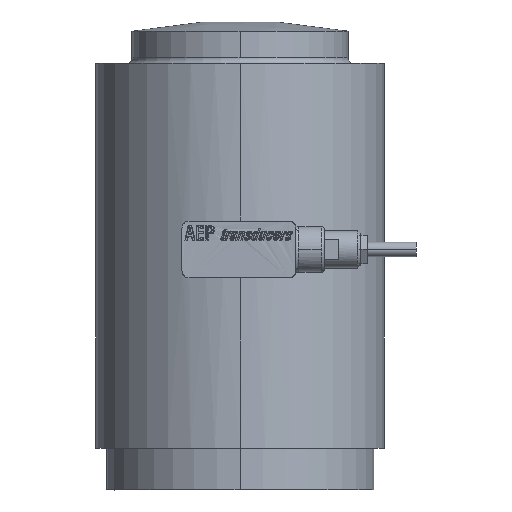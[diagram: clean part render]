
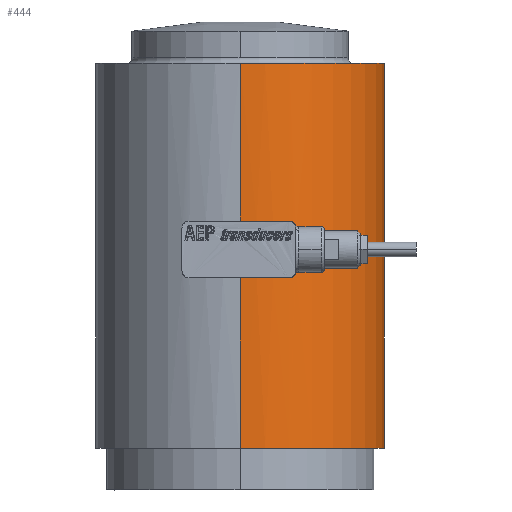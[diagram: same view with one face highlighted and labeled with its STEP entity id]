
A CAD part, front view. The second image highlights one B-rep face of the part: STEP entity #444.
In plain terms, the highlighted cylindrical face has radius 50.8 mm (diameter 101.6 mm), a partial arc.
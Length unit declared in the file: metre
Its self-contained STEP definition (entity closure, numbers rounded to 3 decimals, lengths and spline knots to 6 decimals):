
#444=ADVANCED_FACE('',(#1151),#1152,.T.);
#1151=FACE_OUTER_BOUND('',#2261,.T.);
#1152=CYLINDRICAL_SURFACE('',#2262,0.0508);
#2261=EDGE_LOOP('',(#3940,#3941,#3942,#3943,#3944,#3945,#3946,#3947,#3948,#3949,#3950,#3951));
#2262=AXIS2_PLACEMENT_3D('',#3952,#3953,#3954);
#3940=ORIENTED_EDGE('',*,*,#6887,.F.);
#3941=ORIENTED_EDGE('',*,*,#6888,.F.);
#3942=ORIENTED_EDGE('',*,*,#6889,.F.);
#3943=ORIENTED_EDGE('',*,*,#6890,.F.);
#3944=ORIENTED_EDGE('',*,*,#6609,.F.);
#3945=ORIENTED_EDGE('',*,*,#6891,.F.);
#3946=ORIENTED_EDGE('',*,*,#6892,.F.);
#3947=ORIENTED_EDGE('',*,*,#6893,.F.);
#3948=ORIENTED_EDGE('',*,*,#6894,.F.);
#3949=ORIENTED_EDGE('',*,*,#6895,.F.);
#3950=ORIENTED_EDGE('',*,*,#6896,.F.);
#3951=ORIENTED_EDGE('',*,*,#6897,.F.);
#3952=CARTESIAN_POINT('',(0.,0.,0.0665));
#3953=DIRECTION('',(0.,0.,1.0));
#3954=DIRECTION('',(0.,1.0,0.));
#6609=EDGE_CURVE('',#7939,#7942,#7943,.T.);
#6887=EDGE_CURVE('',#8439,#8440,#8441,.T.);
#6888=EDGE_CURVE('0:17856',#8442,#8439,#8443,.T.);
#6889=EDGE_CURVE('',#8444,#8442,#8445,.T.);
#6890=EDGE_CURVE('0:17880',#7942,#8444,#8446,.T.);
#6891=EDGE_CURVE('0:17859',#8447,#7939,#8448,.T.);
#6892=EDGE_CURVE('0:17862',#8449,#8447,#8450,.T.);
#6893=EDGE_CURVE('',#8451,#8449,#8452,.T.);
#6894=EDGE_CURVE('0:17865',#8453,#8451,#8454,.T.);
#6895=EDGE_CURVE('',#8455,#8453,#8456,.T.);
#6896=EDGE_CURVE('',#8457,#8455,#8458,.T.);
#6897=EDGE_CURVE('',#8440,#8457,#8459,.T.);
#7939=VERTEX_POINT('',#10006);
#7942=VERTEX_POINT('',#10010);
#7943=B_SPLINE_CURVE_WITH_KNOTS('',3,(#10011,#10012,#10013,#10014,#10015,#10016,#10017,#10018,#10019,#10020,#10021,#10022,#10023,#10024),.UNSPECIFIED.,.F.,.F.,(4,2,2,2,2,2,4),(0.006844,0.007784,0.008724,0.009663,0.010678,0.011692,0.012692),.UNSPECIFIED.);
#8439=VERTEX_POINT('',#10994);
#8440=VERTEX_POINT('',#10995);
#8441=LINE('',#10996,#10997);
#8442=VERTEX_POINT('',#10998);
#8443=CIRCLE('',#10999,0.0508);
#8444=VERTEX_POINT('',#11000);
#8445=LINE('',#11001,#11002);
#8446=CIRCLE('',#11003,0.0508);
#8447=VERTEX_POINT('',#11004);
#8448=B_SPLINE_CURVE_WITH_KNOTS('',3,(#11005,#11006,#11007,#11008,#11009,#11010,#11011,#11012,#11013,#11014,#11015,#11016,#11017,#11018),.UNSPECIFIED.,.F.,.F.,(4,2,2,2,2,2,4),(0.006844,0.007784,0.008724,0.009663,0.010678,0.011692,0.012692),.UNSPECIFIED.);
#8449=VERTEX_POINT('',#11019);
#8450=LINE('',#11020,#11021);
#8451=VERTEX_POINT('',#11022);
#8452=B_SPLINE_CURVE_WITH_KNOTS('',3,(#11023,#11024,#11025,#11026,#11027,#11028,#11029,#11030,#11031,#11032,#11033,#11034,#11035,#11036),.UNSPECIFIED.,.F.,.F.,(4,2,2,2,2,2,4),(0.002889,0.003875,0.004871,0.005867,0.006825,0.007784,0.008724),.UNSPECIFIED.);
#8453=VERTEX_POINT('',#11037);
#8454=B_SPLINE_CURVE_WITH_KNOTS('',3,(#11038,#11039,#11040,#11041,#11042,#11043,#11044,#11045,#11046,#11047,#11048,#11049,#11050,#11051),.UNSPECIFIED.,.F.,.F.,(4,2,2,2,2,2,4),(0.002889,0.003875,0.004871,0.005867,0.006825,0.007784,0.008724),.UNSPECIFIED.);
#8455=VERTEX_POINT('',#11052);
#8456=CIRCLE('',#11053,0.0508);
#8457=VERTEX_POINT('',#11054);
#8458=LINE('',#11055,#11056);
#8459=CIRCLE('',#11057,0.0508);
#10006=CARTESIAN_POINT('',(0.018978,-0.047122,0.011369));
#10010=CARTESIAN_POINT('',(0.017206,-0.047798,0.012101));
#10011=CARTESIAN_POINT('',(0.019524,-0.046898,0.008653));
#10012=CARTESIAN_POINT('',(0.019649,-0.046846,0.008956));
#10013=CARTESIAN_POINT('',(0.019712,-0.04682,0.009288));
#10014=CARTESIAN_POINT('',(0.019712,-0.04682,0.009914));
#10015=CARTESIAN_POINT('',(0.019649,-0.046846,0.010246));
#10016=CARTESIAN_POINT('',(0.0194,-0.04695,0.010853));
#10017=CARTESIAN_POINT('',(0.019213,-0.047027,0.011127));
#10018=CARTESIAN_POINT('',(0.018776,-0.047204,0.011577));
#10019=CARTESIAN_POINT('',(0.018489,-0.047317,0.011775));
#10020=CARTESIAN_POINT('',(0.017863,-0.047557,0.012037));
#10021=CARTESIAN_POINT('',(0.017524,-0.047683,0.012101));
#10022=CARTESIAN_POINT('',(0.016892,-0.04791,0.012101));
#10023=CARTESIAN_POINT('',(0.016555,-0.048028,0.012039));
#10024=CARTESIAN_POINT('',(0.016243,-0.048133,0.011909));
#10994=CARTESIAN_POINT('',(0.,0.0508,0.0675));
#10995=CARTESIAN_POINT('',(0.,0.0508,-0.0678));
#10996=CARTESIAN_POINT('',(0.,0.0508,0.0665));
#10997=VECTOR('',#13225,1.0);
#10998=CARTESIAN_POINT('',(0.,-0.0508,0.0675));
#10999=AXIS2_PLACEMENT_3D('',#13226,#13227,#13228);
#11000=CARTESIAN_POINT('',(0.,-0.0508,0.012101));
#11001=CARTESIAN_POINT('',(0.,-0.0508,0.0665));
#11002=VECTOR('',#13229,1.0);
#11003=AXIS2_PLACEMENT_3D('',#13230,#13231,#13232);
#11004=CARTESIAN_POINT('',(0.019712,-0.04682,0.009601));
#11005=CARTESIAN_POINT('',(0.019524,-0.046898,0.008653));
#11006=CARTESIAN_POINT('',(0.019649,-0.046846,0.008956));
#11007=CARTESIAN_POINT('',(0.019712,-0.04682,0.009288));
#11008=CARTESIAN_POINT('',(0.019712,-0.04682,0.009914));
#11009=CARTESIAN_POINT('',(0.019649,-0.046846,0.010246));
#11010=CARTESIAN_POINT('',(0.0194,-0.04695,0.010853));
#11011=CARTESIAN_POINT('',(0.019213,-0.047027,0.011127));
#11012=CARTESIAN_POINT('',(0.018776,-0.047204,0.011577));
#11013=CARTESIAN_POINT('',(0.018489,-0.047317,0.011775));
#11014=CARTESIAN_POINT('',(0.017863,-0.047557,0.012037));
#11015=CARTESIAN_POINT('',(0.017524,-0.047683,0.012101));
#11016=CARTESIAN_POINT('',(0.016892,-0.04791,0.012101));
#11017=CARTESIAN_POINT('',(0.016555,-0.048028,0.012039));
#11018=CARTESIAN_POINT('',(0.016243,-0.048133,0.011909));
#11019=CARTESIAN_POINT('',(0.019712,-0.04682,-0.005399));
#11020=CARTESIAN_POINT('',(0.019712,-0.04682,0.002101));
#11021=VECTOR('',#13233,1.0);
#11022=CARTESIAN_POINT('',(0.018978,-0.047122,-0.007167));
#11023=CARTESIAN_POINT('',(0.016255,-0.048129,-0.007712));
#11024=CARTESIAN_POINT('',(0.016564,-0.048025,-0.007838));
#11025=CARTESIAN_POINT('',(0.016897,-0.047909,-0.007899));
#11026=CARTESIAN_POINT('',(0.017518,-0.047685,-0.007899));
#11027=CARTESIAN_POINT('',(0.017852,-0.047561,-0.007837));
#11028=CARTESIAN_POINT('',(0.018468,-0.047325,-0.007584));
#11029=CARTESIAN_POINT('',(0.018752,-0.047213,-0.007392));
#11030=CARTESIAN_POINT('',(0.019195,-0.047034,-0.00695));
#11031=CARTESIAN_POINT('',(0.019388,-0.046955,-0.006672));
#11032=CARTESIAN_POINT('',(0.019647,-0.046847,-0.006057));
#11033=CARTESIAN_POINT('',(0.019712,-0.04682,-0.005718));
#11034=CARTESIAN_POINT('',(0.019712,-0.04682,-0.005086));
#11035=CARTESIAN_POINT('',(0.019649,-0.046846,-0.004754));
#11036=CARTESIAN_POINT('',(0.019524,-0.046898,-0.00445));
#11037=CARTESIAN_POINT('',(0.017206,-0.047798,-0.007899));
#11038=CARTESIAN_POINT('',(0.016255,-0.048129,-0.007712));
#11039=CARTESIAN_POINT('',(0.016564,-0.048025,-0.007838));
#11040=CARTESIAN_POINT('',(0.016897,-0.047909,-0.007899));
#11041=CARTESIAN_POINT('',(0.017518,-0.047685,-0.007899));
#11042=CARTESIAN_POINT('',(0.017852,-0.047561,-0.007837));
#11043=CARTESIAN_POINT('',(0.018468,-0.047325,-0.007584));
#11044=CARTESIAN_POINT('',(0.018752,-0.047213,-0.007392));
#11045=CARTESIAN_POINT('',(0.019195,-0.047034,-0.00695));
#11046=CARTESIAN_POINT('',(0.019388,-0.046955,-0.006672));
#11047=CARTESIAN_POINT('',(0.019647,-0.046847,-0.006057));
#11048=CARTESIAN_POINT('',(0.019712,-0.04682,-0.005718));
#11049=CARTESIAN_POINT('',(0.019712,-0.04682,-0.005086));
#11050=CARTESIAN_POINT('',(0.019649,-0.046846,-0.004754));
#11051=CARTESIAN_POINT('',(0.019524,-0.046898,-0.00445));
#11052=CARTESIAN_POINT('',(0.,-0.0508,-0.007899));
#11053=AXIS2_PLACEMENT_3D('',#13234,#13235,#13236);
#11054=CARTESIAN_POINT('',(0.,-0.0508,-0.0678));
#11055=CARTESIAN_POINT('',(0.,-0.0508,0.0665));
#11056=VECTOR('',#13237,1.0);
#11057=AXIS2_PLACEMENT_3D('',#13238,#13239,#13240);
#13225=DIRECTION('',(0.,0.,-1.0));
#13226=CARTESIAN_POINT('',(0.,0.,0.0675));
#13227=DIRECTION('',(0.,0.,1.0));
#13228=DIRECTION('',(0.,1.0,0.));
#13229=DIRECTION('',(0.,0.,1.0));
#13230=CARTESIAN_POINT('',(0.,0.,0.012101));
#13231=DIRECTION('',(0.,0.,-1.0));
#13232=DIRECTION('',(0.,1.0,0.));
#13233=DIRECTION('',(0.,0.,1.0));
#13234=CARTESIAN_POINT('',(0.,0.,-0.007899));
#13235=DIRECTION('',(0.,0.,1.0));
#13236=DIRECTION('',(0.,1.0,0.));
#13237=DIRECTION('',(0.,0.,1.0));
#13238=CARTESIAN_POINT('',(0.,0.,-0.0678));
#13239=DIRECTION('',(0.,0.,-1.0));
#13240=DIRECTION('',(-1.0,0.,0.));
